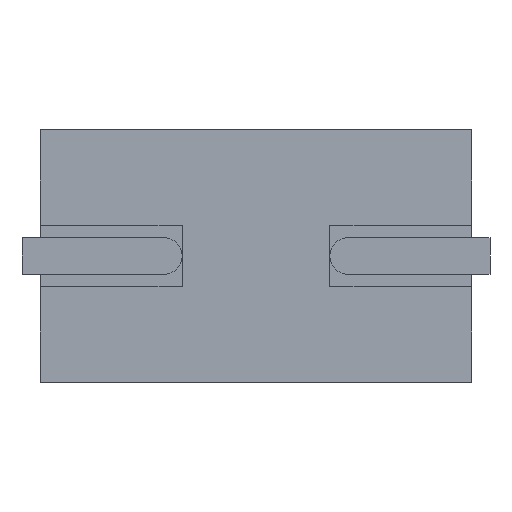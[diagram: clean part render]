
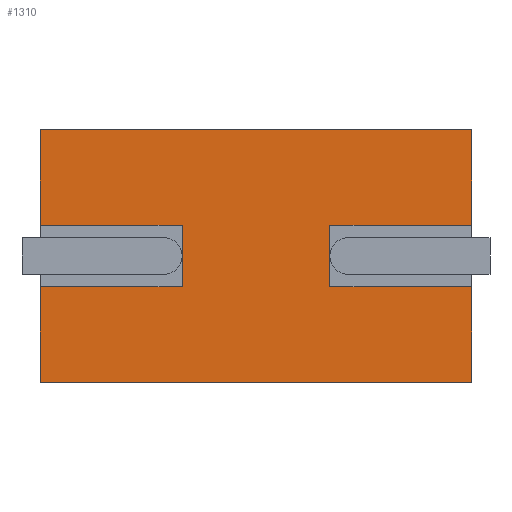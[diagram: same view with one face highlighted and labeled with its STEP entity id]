
A CAD part, front view. The second image highlights one B-rep face of the part: STEP entity #1310.
In plain terms, the highlighted planar face has unit normal (0, -1, 0).
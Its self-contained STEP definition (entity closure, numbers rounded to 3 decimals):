
#22 = FACE_OUTER_BOUND ( 'NONE', #173, .T. ) ;
#30 = DIRECTION ( 'NONE',  ( 0., 0., 1. ) ) ;
#55 = VECTOR ( 'NONE', #1234, 1000. ) ;
#63 = VECTOR ( 'NONE', #763, 1000. ) ;
#90 = LINE ( 'NONE', #95, #55 ) ;
#93 = VERTEX_POINT ( 'NONE', #123 ) ;
#95 = CARTESIAN_POINT ( 'NONE',  ( -1.2, 0., -0.5 ) ) ;
#106 = CARTESIAN_POINT ( 'NONE',  ( 1.2, 0., -0.5 ) ) ;
#123 = CARTESIAN_POINT ( 'NONE',  ( 1.2, 0., 0.5 ) ) ;
#141 = LINE ( 'NONE', #246, #63 ) ;
#143 = VECTOR ( 'NONE', #720, 1000. ) ;
#173 = EDGE_LOOP ( 'NONE', ( #1201, #1293, #1098, #994, #296, #862, #175, #333, #917, #416, #521, #326 ) ) ;
#175 = ORIENTED_EDGE ( 'NONE', *, *, #695, .F. ) ;
#178 = VECTOR ( 'NONE', #1165, 1000. ) ;
#180 = DIRECTION ( 'NONE',  ( 0., 0., -1. ) ) ;
#184 = LINE ( 'NONE', #106, #482 ) ;
#200 = CARTESIAN_POINT ( 'NONE',  ( -1.2, 0., 0.5 ) ) ;
#215 = VECTOR ( 'NONE', #460, 1000. ) ;
#243 = EDGE_CURVE ( 'NONE', #317, #93, #1287, .T. ) ;
#246 = CARTESIAN_POINT ( 'NONE',  ( 3.5, 0., 2.05 ) ) ;
#248 = VERTEX_POINT ( 'NONE', #1290 ) ;
#256 = CARTESIAN_POINT ( 'NONE',  ( 1.2, 0., 0.5 ) ) ;
#283 = CARTESIAN_POINT ( 'NONE',  ( -3.5, 0., 2.05 ) ) ;
#285 = VECTOR ( 'NONE', #439, 1000. ) ;
#290 = CARTESIAN_POINT ( 'NONE',  ( -3.5, 0., 0.5 ) ) ;
#296 = ORIENTED_EDGE ( 'NONE', *, *, #1214, .F. ) ;
#302 = CARTESIAN_POINT ( 'NONE',  ( 3.5, 0., -0.5 ) ) ;
#317 = VERTEX_POINT ( 'NONE', #1023 ) ;
#326 = ORIENTED_EDGE ( 'NONE', *, *, #748, .F. ) ;
#333 = ORIENTED_EDGE ( 'NONE', *, *, #1185, .F. ) ;
#350 = VECTOR ( 'NONE', #916, 1000. ) ;
#355 = CARTESIAN_POINT ( 'NONE',  ( 3.5, 0., -2.05 ) ) ;
#378 = CARTESIAN_POINT ( 'NONE',  ( -3.5, 0., -2.05 ) ) ;
#383 = CARTESIAN_POINT ( 'NONE',  ( -1.2, 0., -0.5 ) ) ;
#387 = CARTESIAN_POINT ( 'NONE',  ( -3.5, 0., -0.5 ) ) ;
#397 = VERTEX_POINT ( 'NONE', #302 ) ;
#403 = CARTESIAN_POINT ( 'NONE',  ( 1.2, 0., -0.5 ) ) ;
#416 = ORIENTED_EDGE ( 'NONE', *, *, #243, .F. ) ;
#427 = EDGE_CURVE ( 'NONE', #516, #762, #538, .T. ) ;
#428 = CARTESIAN_POINT ( 'NONE',  ( -3.5, 0., 2.05 ) ) ;
#430 = CARTESIAN_POINT ( 'NONE',  ( 0., 0., 0. ) ) ;
#431 = VERTEX_POINT ( 'NONE', #1059 ) ;
#439 = DIRECTION ( 'NONE',  ( 0., 0., -1. ) ) ;
#459 = LINE ( 'NONE', #403, #527 ) ;
#460 = DIRECTION ( 'NONE',  ( -1., 0., 0. ) ) ;
#462 = VERTEX_POINT ( 'NONE', #956 ) ;
#482 = VECTOR ( 'NONE', #624, 1000. ) ;
#503 = EDGE_CURVE ( 'NONE', #93, #693, #459, .T. ) ;
#516 = VERTEX_POINT ( 'NONE', #290 ) ;
#521 = ORIENTED_EDGE ( 'NONE', *, *, #559, .F. ) ;
#527 = VECTOR ( 'NONE', #180, 1000. ) ;
#528 = VERTEX_POINT ( 'NONE', #387 ) ;
#536 = LINE ( 'NONE', #1164, #285 ) ;
#538 = LINE ( 'NONE', #428, #178 ) ;
#542 = EDGE_CURVE ( 'NONE', #528, #954, #90, .T. ) ;
#559 = EDGE_CURVE ( 'NONE', #431, #317, #707, .T. ) ;
#601 = DIRECTION ( 'NONE',  ( 0., 0., 1. ) ) ;
#624 = DIRECTION ( 'NONE',  ( 1., 0., 0. ) ) ;
#649 = VECTOR ( 'NONE', #773, 1000. ) ;
#693 = VERTEX_POINT ( 'NONE', #943 ) ;
#695 = EDGE_CURVE ( 'NONE', #397, #248, #536, .T. ) ;
#707 = LINE ( 'NONE', #1130, #350 ) ;
#710 = EDGE_CURVE ( 'NONE', #954, #462, #948, .T. ) ;
#720 = DIRECTION ( 'NONE',  ( -1., 0., 0. ) ) ;
#735 = CARTESIAN_POINT ( 'NONE',  ( -3.5, 0., 2.05 ) ) ;
#748 = EDGE_CURVE ( 'NONE', #762, #431, #141, .T. ) ;
#762 = VERTEX_POINT ( 'NONE', #735 ) ;
#763 = DIRECTION ( 'NONE',  ( 1., 0., 0. ) ) ;
#773 = DIRECTION ( 'NONE',  ( -1., 0., 0. ) ) ;
#834 = DIRECTION ( 'NONE',  ( 0., 0., 1. ) ) ;
#853 = CARTESIAN_POINT ( 'NONE',  ( -1.2, 0., -0.5 ) ) ;
#862 = ORIENTED_EDGE ( 'NONE', *, *, #900, .F. ) ;
#863 = LINE ( 'NONE', #355, #649 ) ;
#898 = LINE ( 'NONE', #200, #143 ) ;
#900 = EDGE_CURVE ( 'NONE', #248, #1149, #863, .T. ) ;
#916 = DIRECTION ( 'NONE',  ( 0., 0., -1. ) ) ;
#917 = ORIENTED_EDGE ( 'NONE', *, *, #503, .F. ) ;
#943 = CARTESIAN_POINT ( 'NONE',  ( 1.2, 0., -0.5 ) ) ;
#948 = LINE ( 'NONE', #853, #1171 ) ;
#954 = VERTEX_POINT ( 'NONE', #383 ) ;
#956 = CARTESIAN_POINT ( 'NONE',  ( -1.2, 0., 0.5 ) ) ;
#994 = ORIENTED_EDGE ( 'NONE', *, *, #542, .F. ) ;
#998 = VECTOR ( 'NONE', #601, 1000. ) ;
#1023 = CARTESIAN_POINT ( 'NONE',  ( 3.5, 0., 0.5 ) ) ;
#1056 = DIRECTION ( 'NONE',  ( 0., 1., 0. ) ) ;
#1059 = CARTESIAN_POINT ( 'NONE',  ( 3.5, 0., 2.05 ) ) ;
#1098 = ORIENTED_EDGE ( 'NONE', *, *, #710, .F. ) ;
#1130 = CARTESIAN_POINT ( 'NONE',  ( 3.5, 0., 2.05 ) ) ;
#1149 = VERTEX_POINT ( 'NONE', #378 ) ;
#1155 = PLANE ( 'NONE',  #1192 ) ;
#1164 = CARTESIAN_POINT ( 'NONE',  ( 3.5, 0., 2.05 ) ) ;
#1165 = DIRECTION ( 'NONE',  ( 0., 0., 1. ) ) ;
#1171 = VECTOR ( 'NONE', #30, 1000. ) ;
#1179 = EDGE_CURVE ( 'NONE', #462, #516, #898, .T. ) ;
#1185 = EDGE_CURVE ( 'NONE', #693, #397, #184, .T. ) ;
#1192 = AXIS2_PLACEMENT_3D ( 'NONE', #430, #1056, #834 ) ;
#1201 = ORIENTED_EDGE ( 'NONE', *, *, #427, .F. ) ;
#1214 = EDGE_CURVE ( 'NONE', #1149, #528, #1230, .T. ) ;
#1230 = LINE ( 'NONE', #283, #998 ) ;
#1234 = DIRECTION ( 'NONE',  ( 1., 0., 0. ) ) ;
#1287 = LINE ( 'NONE', #256, #215 ) ;
#1290 = CARTESIAN_POINT ( 'NONE',  ( 3.5, 0., -2.05 ) ) ;
#1293 = ORIENTED_EDGE ( 'NONE', *, *, #1179, .F. ) ;
#1310 = ADVANCED_FACE ( 'NONE', ( #22 ), #1155, .F. ) ;
